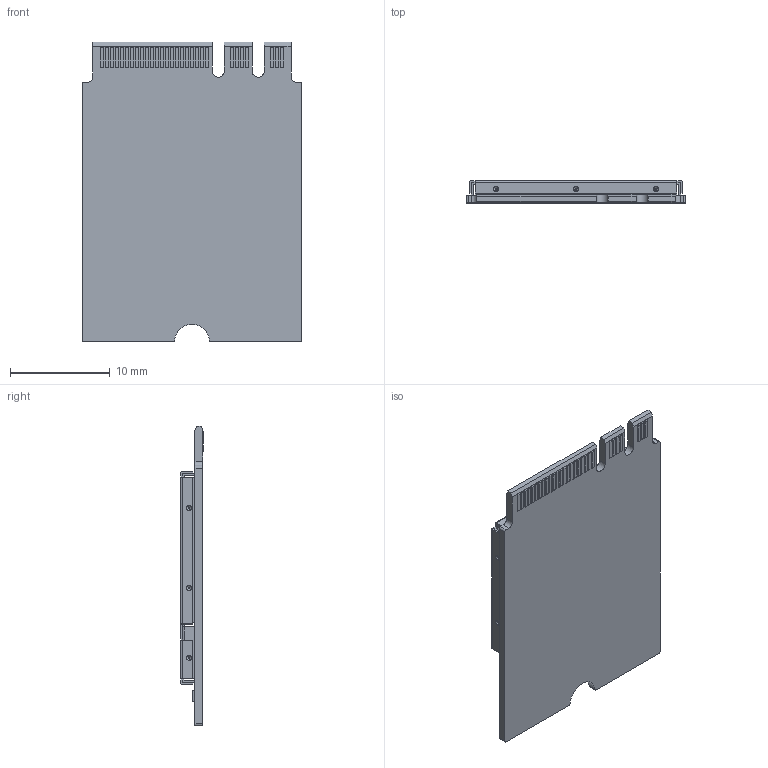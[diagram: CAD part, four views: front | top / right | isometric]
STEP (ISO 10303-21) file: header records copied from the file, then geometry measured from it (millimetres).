
FILE_DESCRIPTION (( 'STEP AP203' ), '1' );
FILE_NAME ('M.2 AE.STEP', '2020-04-02T23:57:13', ( '' ), ( '' ), 'SwSTEP 2.0', 'SolidWorks 2018', '' );
FILE_SCHEMA (( 'CONFIG_CONTROL_DESIGN' ));
Length unit declared in the file: millimetre
Products named in the file (1): M.2 AE
Bounding box: 22 x 2.3 x 30 mm (x, y, z)
Volume: 655.8 mm3; surface area: 3504.1 mm2
Topology: 65 solids, 65 shells, 672 faces, 1583 edges, 1043 vertices
Faces by surface type: plane 518, cylinder 72, torus 58, bspline 24
Entity records: 19625 total; most frequent: CARTESIAN_POINT 3997, DIRECTION 3200, ORIENTED_EDGE 3126, EDGE_CURVE 1563, LINE 1160, VECTOR 1160, VERTEX_POINT 1043, AXIS2_PLACEMENT_3D 1020
